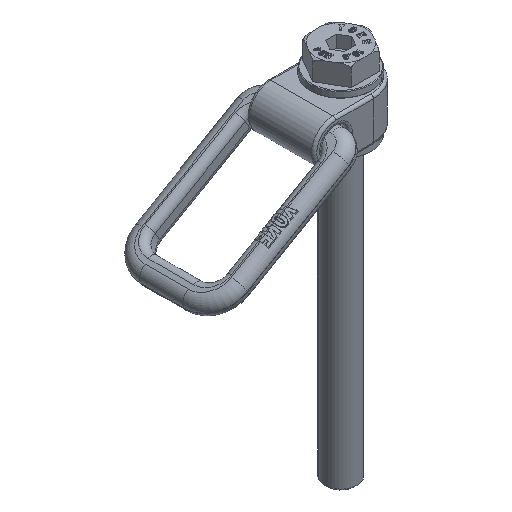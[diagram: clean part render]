
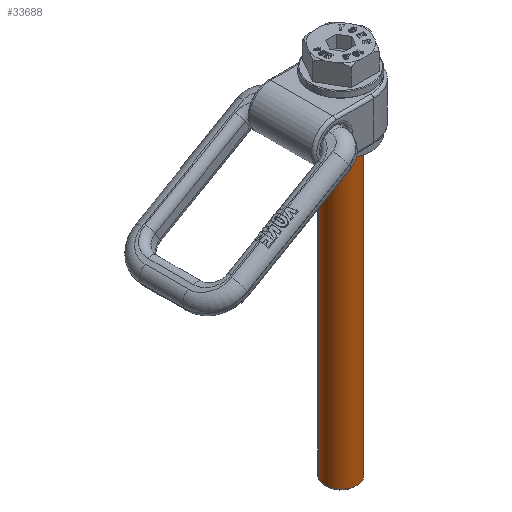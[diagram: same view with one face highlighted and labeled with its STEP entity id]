
A CAD part, isometric view. The second image highlights one B-rep face of the part: STEP entity #33688.
In plain terms, the highlighted cylindrical face has radius 11.995 mm (diameter 23.99 mm), a partial arc.
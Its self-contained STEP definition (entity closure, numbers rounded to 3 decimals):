
#33576=CARTESIAN_POINT('Axis2P3D Location',(-62.5,0.,0.)) ;
#33580=CARTESIAN_POINT('Vertex',(-62.5,5.751,10.527)) ;
#33582=CARTESIAN_POINT('Vertex',(-62.5,-5.751,-10.527)) ;
#33628=CARTESIAN_POINT('Line Origine',(-185.,-5.751,-10.527)) ;
#33632=CARTESIAN_POINT('Vertex',(-90.,-5.751,-10.527)) ;
#33634=CARTESIAN_POINT('Vertex',(-278.,-5.751,-10.527)) ;
#33637=CARTESIAN_POINT('Line Origine',(-185.,-5.751,-10.527)) ;
#33642=CARTESIAN_POINT('Line Origine',(-185.,5.751,10.527)) ;
#33646=CARTESIAN_POINT('Vertex',(-90.,5.751,10.527)) ;
#33649=CARTESIAN_POINT('Line Origine',(-185.,5.751,10.527)) ;
#33653=CARTESIAN_POINT('Vertex',(-278.,5.751,10.527)) ;
#33670=CARTESIAN_POINT('Axis2P3D Location',(-47.5,0.,0.)) ;
#33675=CARTESIAN_POINT('Axis2P3D Location',(-278.,0.,0.)) ;
#33577=DIRECTION('Axis2P3D Direction',(-1.,0.,0.)) ;
#33629=DIRECTION('Vector Direction',(-1.,0.,0.)) ;
#33638=DIRECTION('Vector Direction',(-1.,0.,0.)) ;
#33643=DIRECTION('Vector Direction',(-1.,0.,0.)) ;
#33650=DIRECTION('Vector Direction',(-1.,0.,0.)) ;
#33671=DIRECTION('Axis2P3D Direction',(-1.,0.,0.)) ;
#33672=DIRECTION('Axis2P3D XDirection',(0.,0.479,0.878)) ;
#33676=DIRECTION('Axis2P3D Direction',(-1.,0.,0.)) ;
#33578=AXIS2_PLACEMENT_3D('Circle Axis2P3D',#33576,#33577,$) ;
#33673=AXIS2_PLACEMENT_3D('Cylinder Axis2P3D',#33670,#33671,#33672) ;
#33677=AXIS2_PLACEMENT_3D('Circle Axis2P3D',#33675,#33676,$) ;
#33681=ORIENTED_EDGE('',*,*,#33655,.F.) ;
#33682=ORIENTED_EDGE('',*,*,#33648,.T.) ;
#33683=ORIENTED_EDGE('',*,*,#33584,.T.) ;
#33684=ORIENTED_EDGE('',*,*,#33641,.F.) ;
#33685=ORIENTED_EDGE('',*,*,#33636,.T.) ;
#33686=ORIENTED_EDGE('',*,*,#33679,.F.) ;
#33630=VECTOR('Line Direction',#33629,1.) ;
#33639=VECTOR('Line Direction',#33638,1.) ;
#33644=VECTOR('Line Direction',#33643,1.) ;
#33651=VECTOR('Line Direction',#33650,1.) ;
#33688=ADVANCED_FACE('\X2\672C9AD4\X0\.2',(#33687),#33674,.T.) ;
#33579=CIRCLE('generated circle',#33578,11.995) ;
#33678=CIRCLE('generated circle',#33677,11.995) ;
#33674=CYLINDRICAL_SURFACE('generated cylinder',#33673,11.995) ;
#33584=EDGE_CURVE('',#33581,#33583,#33579,.T.) ;
#33636=EDGE_CURVE('',#33633,#33635,#33631,.T.) ;
#33641=EDGE_CURVE('',#33633,#33583,#33640,.F.) ;
#33648=EDGE_CURVE('',#33647,#33581,#33645,.F.) ;
#33655=EDGE_CURVE('',#33647,#33654,#33652,.T.) ;
#33679=EDGE_CURVE('',#33654,#33635,#33678,.T.) ;
#33680=EDGE_LOOP('',(#33681,#33682,#33683,#33684,#33685,#33686)) ;
#33687=FACE_OUTER_BOUND('',#33680,.T.) ;
#33631=LINE('Line',#33628,#33630) ;
#33640=LINE('Line',#33637,#33639) ;
#33645=LINE('Line',#33642,#33644) ;
#33652=LINE('Line',#33649,#33651) ;
#33581=VERTEX_POINT('',#33580) ;
#33583=VERTEX_POINT('',#33582) ;
#33633=VERTEX_POINT('',#33632) ;
#33635=VERTEX_POINT('',#33634) ;
#33647=VERTEX_POINT('',#33646) ;
#33654=VERTEX_POINT('',#33653) ;
